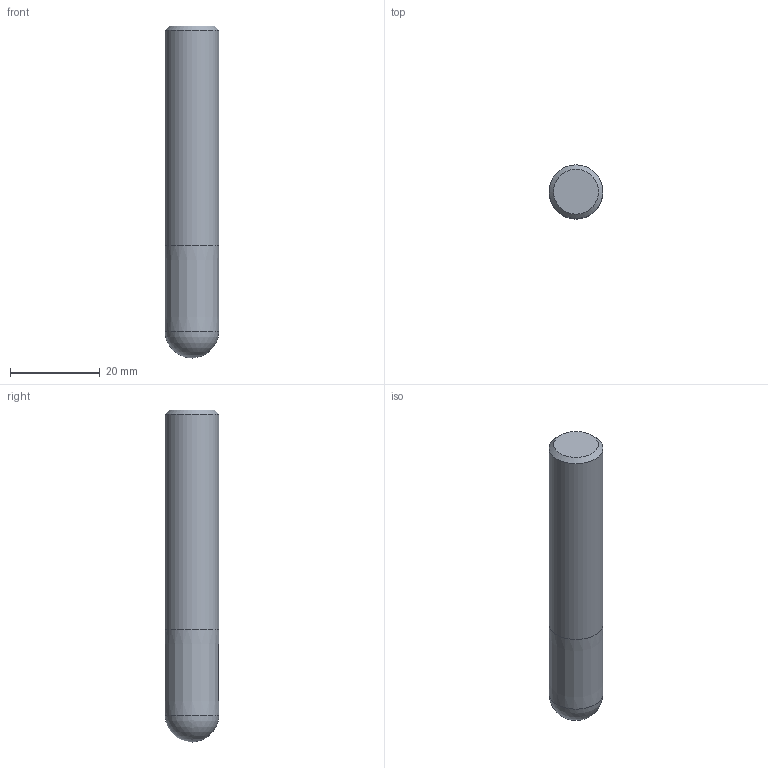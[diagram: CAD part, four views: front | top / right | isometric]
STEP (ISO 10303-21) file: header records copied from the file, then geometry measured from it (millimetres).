
FILE_DESCRIPTION(/* description */ (''),/* implementation_level */ '2;1');
FILE_NAME(/* name */ 'C5341-120D2B.0Z4_Basic.stp',/* time_stamp */ '2024-08-14T13:57:59+05:00',/* author */ (''),/* organization */ (''),/* preprocessor_version */ 'ST-DEVELOPER v18.102',/* originating_system */ 'SIEMENS PLM Software NX2206.8101',/* authorisation */ '');
FILE_SCHEMA (('AUTOMOTIVE_DESIGN { 1 0 10303 214 3 1 1 1 }'));
Length unit declared in the file: millimetre
Products named in the file (1): inpu5B20030778rr
Bounding box: 12 x 12 x 74 mm (x, y, z)
Volume: 8124.6 mm3; surface area: 3105.5 mm2
Topology: 2 solids, 2 shells, 7 faces, 11 edges, 8 vertices
Faces by surface type: plane 3, cone 2, sphere 1, cylinder 1
Full cylindrical faces by diameter (mm): 12 x1
Entity records: 217 total; most frequent: CARTESIAN_POINT 35, DIRECTION 32, AXIS2_PLACEMENT_3D 16, EDGE_LOOP 10, ORIENTED_EDGE 10, ADVANCED_FACE 7, STYLED_ITEM 7, PRESENTATION_STYLE_ASSIGNMENT 7
